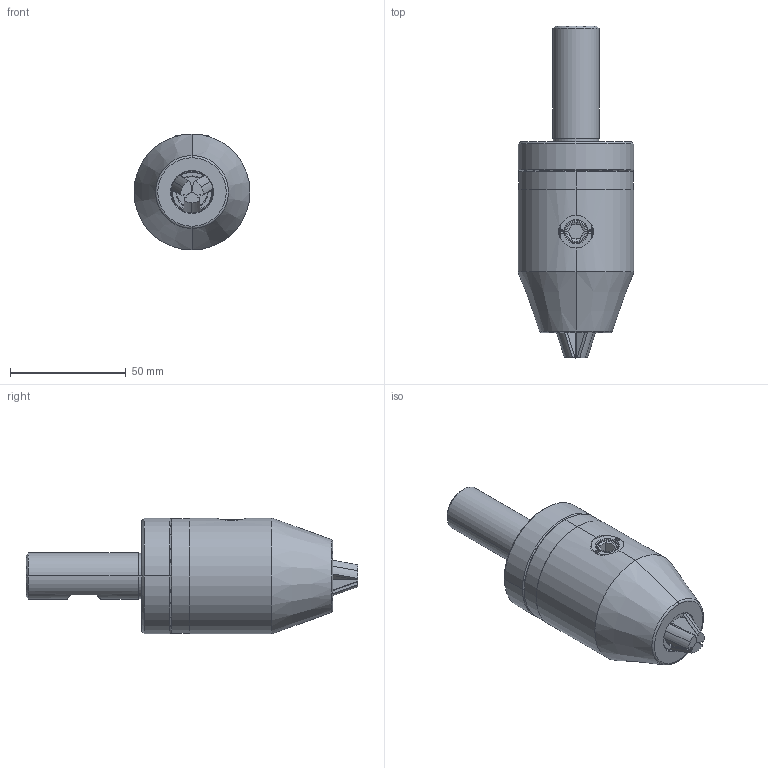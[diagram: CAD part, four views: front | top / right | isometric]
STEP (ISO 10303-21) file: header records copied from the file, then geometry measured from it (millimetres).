
FILE_DESCRIPTION (( 'STEP AP203' ), '1' );
FILE_NAME ('120.15.2013-F09417A.STEP', '2017-04-10T10:57:43', ( '' ), ( '' ), 'SwSTEP 2.0', 'SolidWorks 2013', '' );
FILE_SCHEMA (( 'CONFIG_CONTROL_DESIGN' ));
Length unit declared in the file: millimetre
Products named in the file (13): 120.15.2013-F09417A; 1331402-04D; 1331402-05C; 1331402-06F; 1331402-08B; 1332401-103E; F09417-01B; SB01-8001; 1331402-01F-; KR02-9096; 1331402-0200H; 1331402D------; 1331503-03B
Assembly tree (13 placements, depth 3):
  120.15.2013-F09417A
    F09417-01B
    1331402D------
      1331402-01F-
      1331402-0200H
      1331503-03B
      1331402-04D
      1331402-05C
      1331402-06F
      1331402-08B
      1332401-103E  x3
      SB01-8001
  KR02-9096
Bounding box: 50.1 x 143.48 x 50.1 mm (x, y, z)
Volume: 139685.6 mm3; surface area: 60736.8 mm2
Topology: 12 solids, 12 shells, 934 faces, 2516 edges, 1603 vertices
Faces by surface type: cylinder 346, plane 287, cone 208, torus 80, bspline 13
Entity records: 36419 total; most frequent: CARTESIAN_POINT 14722, ORIENTED_EDGE 4712, DIRECTION 3789, EDGE_CURVE 2356, AXIS2_PLACEMENT_3D 1564, VERTEX_POINT 1513, EDGE_LOOP 927, ADVANCED_FACE 878
